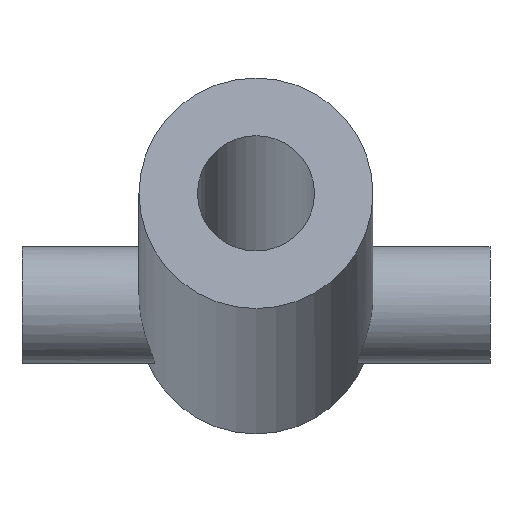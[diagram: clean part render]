
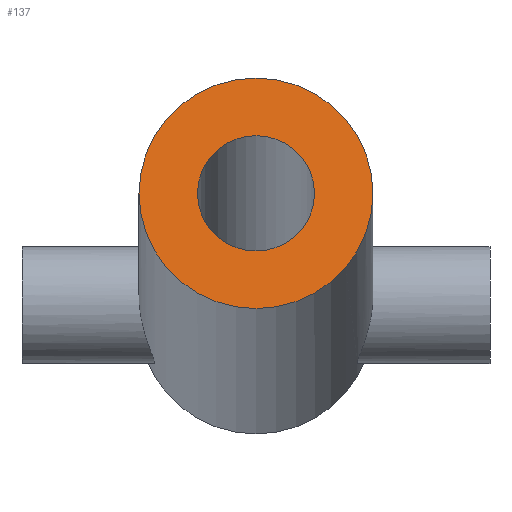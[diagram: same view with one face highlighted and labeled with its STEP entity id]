
A CAD part, front view. The second image highlights one B-rep face of the part: STEP entity #137.
In plain terms, the highlighted planar face has unit normal (0, -0.985, 0.174).
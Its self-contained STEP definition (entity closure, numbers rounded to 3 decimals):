
#15=FACE_BOUND('',#53,.T.);
#43=FACE_OUTER_BOUND('',#52,.T.);
#52=EDGE_LOOP('',(#108));
#53=EDGE_LOOP('',(#109));
#61=CIRCLE('',#165,30.);
#62=CIRCLE('',#166,15.);
#73=VERTEX_POINT('',#342);
#74=VERTEX_POINT('',#344);
#87=EDGE_CURVE('',#73,#73,#61,.T.);
#88=EDGE_CURVE('',#74,#74,#62,.T.);
#108=ORIENTED_EDGE('',*,*,#87,.T.);
#109=ORIENTED_EDGE('',*,*,#88,.T.);
#130=PLANE('',#164);
#137=ADVANCED_FACE('',(#43,#15),#130,.T.);
#164=AXIS2_PLACEMENT_3D('',#341,#193,#194);
#165=AXIS2_PLACEMENT_3D('',#343,#195,#196);
#166=AXIS2_PLACEMENT_3D('',#345,#197,#198);
#193=DIRECTION('center_axis',(0.,-0.985,0.174));
#194=DIRECTION('ref_axis',(-1.,0.,0.));
#195=DIRECTION('center_axis',(0.,-0.985,0.174));
#196=DIRECTION('ref_axis',(1.,0.,0.));
#197=DIRECTION('center_axis',(0.,0.985,-0.174));
#198=DIRECTION('ref_axis',(1.,0.,0.));
#341=CARTESIAN_POINT('Origin',(-280.,-694.257,705.594));
#342=CARTESIAN_POINT('',(-310.,-694.257,705.594));
#343=CARTESIAN_POINT('Origin',(-280.,-694.257,705.594));
#344=CARTESIAN_POINT('',(-295.,-694.257,705.594));
#345=CARTESIAN_POINT('Origin',(-280.,-694.257,705.594));
